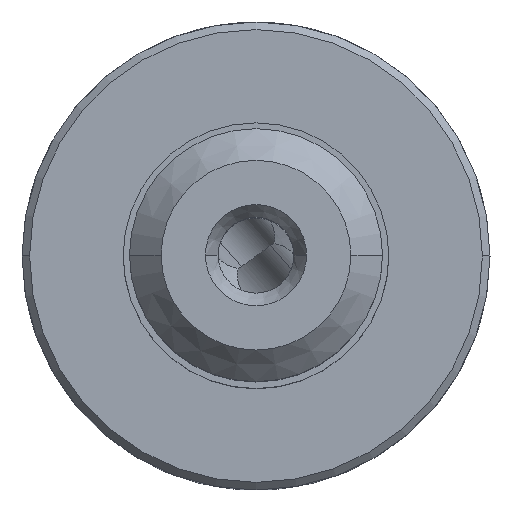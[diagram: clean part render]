
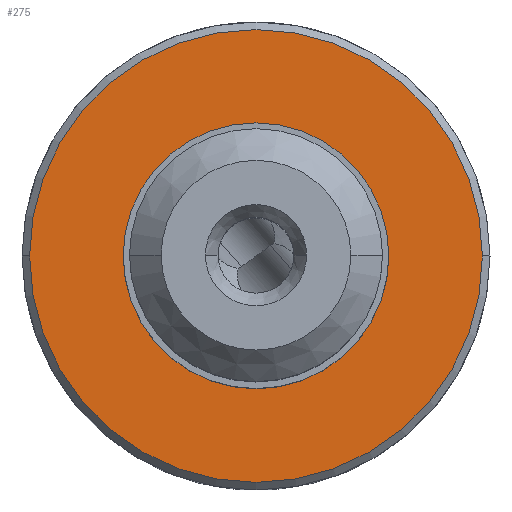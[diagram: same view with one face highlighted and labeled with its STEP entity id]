
A CAD part, top view. The second image highlights one B-rep face of the part: STEP entity #275.
In plain terms, the highlighted planar face has unit normal (0, 0, 1).
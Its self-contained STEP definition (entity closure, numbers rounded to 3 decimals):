
#101=FACE_BOUND('',#873,.T.);
#102=FACE_BOUND('',#874,.T.);
#180=PLANE('',#4983);
#275=ADVANCED_FACE('',(#101,#102),#180,.T.);
#873=EDGE_LOOP('',(#1928,#1929,#1930,#1931));
#874=EDGE_LOOP('',(#1932,#1933));
#1386=CIRCLE('',#4976,8.95);
#1387=CIRCLE('',#4977,8.95);
#1388=CIRCLE('',#4979,8.95);
#1389=CIRCLE('',#4980,8.95);
#1390=CIRCLE('',#4981,5.25);
#1391=CIRCLE('',#4982,5.25);
#1928=ORIENTED_EDGE('',*,*,#3765,.F.);
#1929=ORIENTED_EDGE('',*,*,#3766,.F.);
#1930=ORIENTED_EDGE('',*,*,#3764,.F.);
#1931=ORIENTED_EDGE('',*,*,#3763,.F.);
#1932=ORIENTED_EDGE('',*,*,#3767,.F.);
#1933=ORIENTED_EDGE('',*,*,#3768,.F.);
#3225=VERTEX_POINT('',#8459);
#3226=VERTEX_POINT('',#8461);
#3227=VERTEX_POINT('',#8463);
#3228=VERTEX_POINT('',#8467);
#3229=VERTEX_POINT('',#8470);
#3230=VERTEX_POINT('',#8471);
#3763=EDGE_CURVE('',#3226,#3227,#1386,.T.);
#3764=EDGE_CURVE('',#3227,#3225,#1387,.T.);
#3765=EDGE_CURVE('',#3228,#3226,#1388,.T.);
#3766=EDGE_CURVE('',#3225,#3228,#1389,.T.);
#3767=EDGE_CURVE('',#3229,#3230,#1390,.T.);
#3768=EDGE_CURVE('',#3230,#3229,#1391,.T.);
#4976=AXIS2_PLACEMENT_3D('',#8462,#5726,#5727);
#4977=AXIS2_PLACEMENT_3D('',#8464,#5728,#5729);
#4979=AXIS2_PLACEMENT_3D('',#8466,#5732,#5733);
#4980=AXIS2_PLACEMENT_3D('',#8468,#5734,#5735);
#4981=AXIS2_PLACEMENT_3D('',#8469,#5736,#5737);
#4982=AXIS2_PLACEMENT_3D('',#8472,#5738,#5739);
#4983=AXIS2_PLACEMENT_3D('',#8473,#5740,#5741);
#5726=DIRECTION('',(0.,0.,-1.));
#5727=DIRECTION('',(1.,0.,0.));
#5728=DIRECTION('',(0.,0.,-1.));
#5729=DIRECTION('',(0.,-1.,0.));
#5732=DIRECTION('',(0.,0.,-1.));
#5733=DIRECTION('',(0.,1.,0.));
#5734=DIRECTION('',(0.,0.,-1.));
#5735=DIRECTION('',(-1.,0.,0.));
#5736=DIRECTION('',(0.,0.,1.));
#5737=DIRECTION('',(1.,0.,0.));
#5738=DIRECTION('',(0.,0.,1.));
#5739=DIRECTION('',(-1.,0.,0.));
#5740=DIRECTION('',(0.,0.,1.));
#5741=DIRECTION('',(-1.,0.,0.));
#8459=CARTESIAN_POINT('',(-8.95,0.,0.));
#8461=CARTESIAN_POINT('',(8.95,0.,0.));
#8462=CARTESIAN_POINT('',(0.,0.,0.));
#8463=CARTESIAN_POINT('',(0.,-8.95,0.));
#8464=CARTESIAN_POINT('',(0.,0.,0.));
#8466=CARTESIAN_POINT('',(0.,0.,0.));
#8467=CARTESIAN_POINT('',(0.,8.95,0.));
#8468=CARTESIAN_POINT('',(0.,0.,0.));
#8469=CARTESIAN_POINT('',(0.,0.,0.));
#8470=CARTESIAN_POINT('',(5.25,0.,0.));
#8471=CARTESIAN_POINT('',(-5.25,0.,0.));
#8472=CARTESIAN_POINT('',(0.,0.,0.));
#8473=CARTESIAN_POINT('',(0.,0.,0.));
